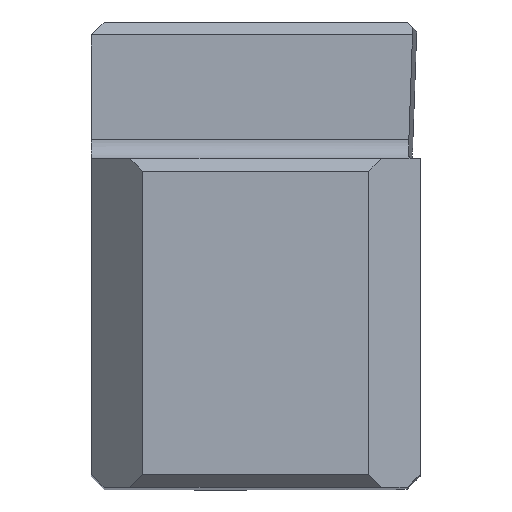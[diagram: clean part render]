
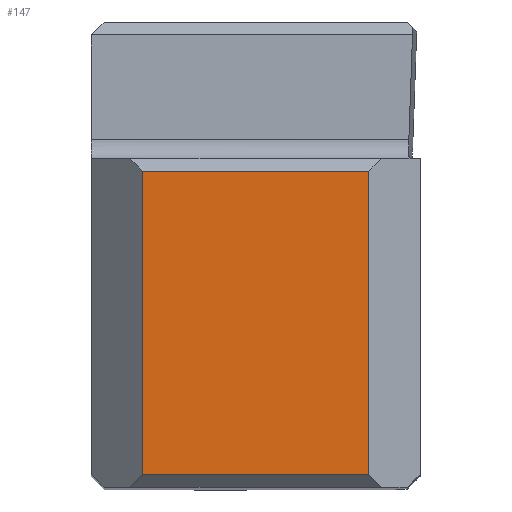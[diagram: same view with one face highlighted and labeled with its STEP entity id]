
A CAD part, top view. The second image highlights one B-rep face of the part: STEP entity #147.
In plain terms, the highlighted planar face has unit normal (0, 0, 1).
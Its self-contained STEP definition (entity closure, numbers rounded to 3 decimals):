
#147=ADVANCED_FACE('',(#228),#191,.F.);
#191=PLANE('',#992);
#228=FACE_OUTER_BOUND('',#265,.T.);
#265=EDGE_LOOP('',(#353,#354,#355,#356));
#353=ORIENTED_EDGE('',*,*,#641,.T.);
#354=ORIENTED_EDGE('',*,*,#642,.T.);
#355=ORIENTED_EDGE('',*,*,#643,.T.);
#356=ORIENTED_EDGE('',*,*,#644,.T.);
#559=VERTEX_POINT('',#1363);
#560=VERTEX_POINT('',#1364);
#561=VERTEX_POINT('',#1366);
#562=VERTEX_POINT('',#1368);
#641=EDGE_CURVE('',#559,#560,#748,.T.);
#642=EDGE_CURVE('',#560,#561,#749,.T.);
#643=EDGE_CURVE('',#561,#562,#750,.T.);
#644=EDGE_CURVE('',#562,#559,#751,.T.);
#748=LINE('',#1362,#843);
#749=LINE('',#1365,#844);
#750=LINE('',#1367,#845);
#751=LINE('',#1369,#846);
#843=VECTOR('',#1110,1.);
#844=VECTOR('',#1111,1.);
#845=VECTOR('',#1112,1.);
#846=VECTOR('',#1113,1.);
#992=AXIS2_PLACEMENT_3D('',#1370,#1114,#1115);
#1110=DIRECTION('',(0.,1.,0.));
#1111=DIRECTION('',(-1.,0.,0.));
#1112=DIRECTION('',(0.,-1.,0.));
#1113=DIRECTION('',(1.,0.,0.));
#1114=DIRECTION('',(0.,0.,-1.));
#1115=DIRECTION('',(0.,-1.,0.));
#1362=CARTESIAN_POINT('',(10.692,0.,0.));
#1363=CARTESIAN_POINT('',(10.692,0.5,0.));
#1364=CARTESIAN_POINT('',(10.692,12.175,0.));
#1365=CARTESIAN_POINT('',(0.,12.175,0.));
#1366=CARTESIAN_POINT('',(1.983,12.175,0.));
#1367=CARTESIAN_POINT('',(1.983,0.,0.));
#1368=CARTESIAN_POINT('',(1.983,0.5,0.));
#1369=CARTESIAN_POINT('',(0.,0.5,0.));
#1370=CARTESIAN_POINT('',(0.,0.,0.));
